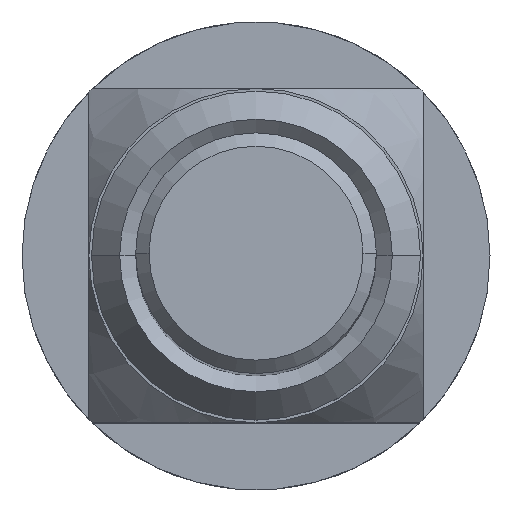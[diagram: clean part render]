
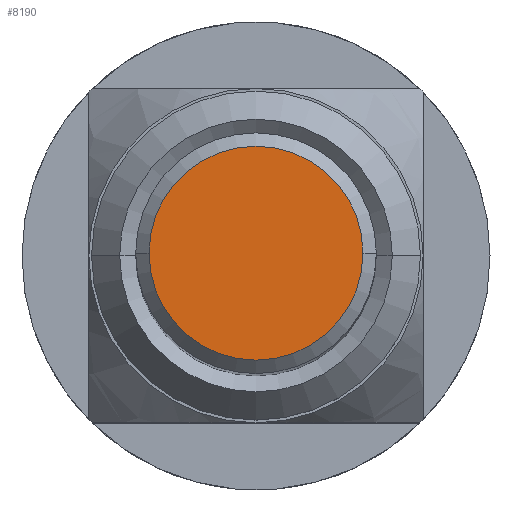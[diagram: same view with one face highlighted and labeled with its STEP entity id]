
A CAD part, top view. The second image highlights one B-rep face of the part: STEP entity #8190.
In plain terms, the highlighted planar face has unit normal (0, 0, 1).
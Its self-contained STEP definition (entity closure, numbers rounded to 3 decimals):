
#17 = CARTESIAN_POINT ( 'NONE',  ( 0., 0., 12. ) ) ;
#315 = CIRCLE ( 'NONE', #8025, 0.8 ) ;
#471 = PLANE ( 'NONE',  #3312 ) ;
#576 = DIRECTION ( 'NONE',  ( 0., 0., 1. ) ) ;
#602 = FACE_OUTER_BOUND ( 'NONE', #10639, .T. ) ;
#894 = DIRECTION ( 'NONE',  ( -1., 0., 0. ) ) ;
#1966 = CIRCLE ( 'NONE', #5881, 0.8 ) ;
#2371 = ORIENTED_EDGE ( 'NONE', *, *, #5212, .T. ) ;
#2390 = CARTESIAN_POINT ( 'NONE',  ( -0.8, 0., 12. ) ) ;
#3312 = AXIS2_PLACEMENT_3D ( 'NONE', #5848, #576, #6730 ) ;
#4678 = DIRECTION ( 'NONE',  ( 0., 0., 1. ) ) ;
#5212 = EDGE_CURVE ( 'NONE', #5740, #9368, #1966, .T. ) ;
#5595 = EDGE_CURVE ( 'NONE', #9368, #5740, #315, .T. ) ;
#5740 = VERTEX_POINT ( 'NONE', #7128 ) ;
#5848 = CARTESIAN_POINT ( 'NONE',  ( 0., 0., 12. ) ) ;
#5881 = AXIS2_PLACEMENT_3D ( 'NONE', #9954, #4678, #10840 ) ;
#6162 = DIRECTION ( 'NONE',  ( 0., 0., 1. ) ) ;
#6730 = DIRECTION ( 'NONE',  ( -1., 0., 0. ) ) ;
#7128 = CARTESIAN_POINT ( 'NONE',  ( 0.8, 0., 12. ) ) ;
#7186 = ORIENTED_EDGE ( 'NONE', *, *, #5595, .T. ) ;
#8025 = AXIS2_PLACEMENT_3D ( 'NONE', #17, #6162, #894 ) ;
#8190 = ADVANCED_FACE ( 'NONE', ( #602 ), #471, .T. ) ;
#9368 = VERTEX_POINT ( 'NONE', #2390 ) ;
#9954 = CARTESIAN_POINT ( 'NONE',  ( 0., 0., 12. ) ) ;
#10639 = EDGE_LOOP ( 'NONE', ( #2371, #7186 ) ) ;
#10840 = DIRECTION ( 'NONE',  ( -1., 0., 0. ) ) ;
